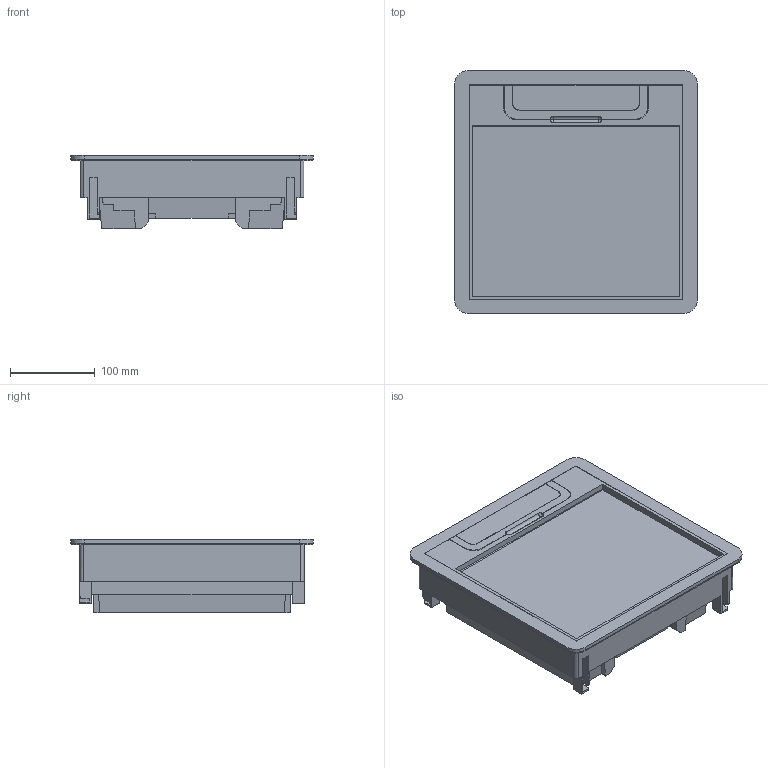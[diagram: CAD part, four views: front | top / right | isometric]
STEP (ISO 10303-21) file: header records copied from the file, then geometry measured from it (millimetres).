
FILE_DESCRIPTION(('CATIA V5 STEP Exchange','CAx-IF Rec.Pracs.--- Composite Materials ---3.4---2017-06-13'),'2;1');
FILE_NAME('LG-080705-S-ferme.stp','2025-04-30T14:56:57+00:00',('none'),('none'),'CATIA Version 5-6 Release 2020','CATIA V5 STEP AP203 v1','none');
FILE_SCHEMA(('CONFIG_CONTROL_DESIGN'));
Length unit declared in the file: millimetre
Products named in the file (4): A029368AA; A027502; A004292_A-AS1; SuppVert-T3
Assembly tree (9 placements, depth 3):
  A029368AA
    A027502
      #65
    A004292_A-AS1
      #6918
      #22688
    SuppVert-T3
      #25509
      #32652  x2
Bounding box: 285.97 x 285.97 x 86 mm (x, y, z)
Volume: 1278457.1 mm3; surface area: 834598.5 mm2
Topology: 6 solids, 6 shells, 1110 faces, 3341 edges, 2208 vertices
Faces by surface type: plane 895, cylinder 161, extrusion 38, revolution 12, bspline 4
Entity records: 34905 total; most frequent: CARTESIAN_POINT 8550, ORIENTED_EDGE 6276, DIRECTION 4104, EDGE_CURVE 3138, VECTOR 2681, LINE 2643, VERTEX_POINT 2074, EDGE_LOOP 1114
